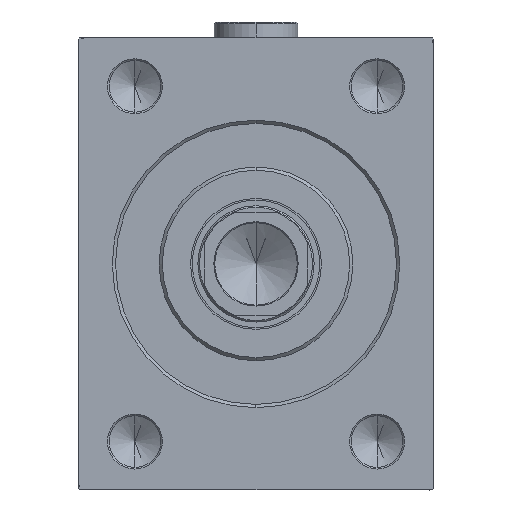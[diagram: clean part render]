
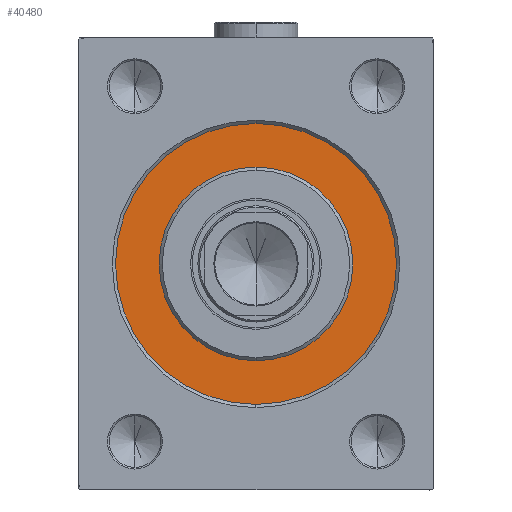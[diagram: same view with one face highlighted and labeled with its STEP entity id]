
A CAD part, left-side view. The second image highlights one B-rep face of the part: STEP entity #40480.
In plain terms, the highlighted face is planar.
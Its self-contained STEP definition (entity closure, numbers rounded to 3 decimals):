
#197 = DIRECTION ( 'NONE',  ( -1., 0., 0. ) ) ;
#1740 = AXIS2_PLACEMENT_3D ( 'NONE', #41305, #36682, #5049 ) ;
#1841 = EDGE_LOOP ( 'NONE', ( #11942, #21780 ) ) ;
#3266 = CIRCLE ( 'NONE', #36444, 43.5 ) ;
#3674 = CARTESIAN_POINT ( 'NONE',  ( 0., 0., 0. ) ) ;
#4435 = EDGE_CURVE ( 'NONE', #12176, #45447, #8347, .T. ) ;
#5049 = DIRECTION ( 'NONE',  ( 0., 0., -1. ) ) ;
#5959 = CARTESIAN_POINT ( 'NONE',  ( 0., 0., 0. ) ) ;
#5984 = VERTEX_POINT ( 'NONE', #33161 ) ;
#8347 = CIRCLE ( 'NONE', #1740, 30. ) ;
#9440 = AXIS2_PLACEMENT_3D ( 'NONE', #3674, #197, #21256 ) ;
#10066 = DIRECTION ( 'NONE',  ( -1., 0., 0. ) ) ;
#11271 = PLANE ( 'NONE',  #9440 ) ;
#11780 = DIRECTION ( 'NONE',  ( 0., 0., 1. ) ) ;
#11816 = ORIENTED_EDGE ( 'NONE', *, *, #26408, .F. ) ;
#11942 = ORIENTED_EDGE ( 'NONE', *, *, #19905, .F. ) ;
#12176 = VERTEX_POINT ( 'NONE', #21662 ) ;
#17691 = DIRECTION ( 'NONE',  ( 0., 0., 1. ) ) ;
#19486 = CARTESIAN_POINT ( 'NONE',  ( 0., 0., 30. ) ) ;
#19905 = EDGE_CURVE ( 'NONE', #45447, #12176, #20201, .T. ) ;
#20201 = CIRCLE ( 'NONE', #36381, 30. ) ;
#21256 = DIRECTION ( 'NONE',  ( 0., 0., 1. ) ) ;
#21662 = CARTESIAN_POINT ( 'NONE',  ( 0., 0., -30. ) ) ;
#21780 = ORIENTED_EDGE ( 'NONE', *, *, #4435, .F. ) ;
#22256 = EDGE_LOOP ( 'NONE', ( #11816, #36807 ) ) ;
#23980 = DIRECTION ( 'NONE',  ( 1., 0., 0. ) ) ;
#25371 = FACE_BOUND ( 'NONE', #1841, .T. ) ;
#26408 = EDGE_CURVE ( 'NONE', #5984, #31860, #3266, .T. ) ;
#27937 = FACE_OUTER_BOUND ( 'NONE', #22256, .T. ) ;
#31031 = CARTESIAN_POINT ( 'NONE',  ( 0., 0., 43.5 ) ) ;
#31860 = VERTEX_POINT ( 'NONE', #31031 ) ;
#32342 = DIRECTION ( 'NONE',  ( -1., 0., 0. ) ) ;
#33161 = CARTESIAN_POINT ( 'NONE',  ( 0., 0., -43.5 ) ) ;
#36381 = AXIS2_PLACEMENT_3D ( 'NONE', #5959, #23980, #38052 ) ;
#36444 = AXIS2_PLACEMENT_3D ( 'NONE', #43436, #32342, #11780 ) ;
#36682 = DIRECTION ( 'NONE',  ( 1., 0., 0. ) ) ;
#36807 = ORIENTED_EDGE ( 'NONE', *, *, #38240, .F. ) ;
#38052 = DIRECTION ( 'NONE',  ( 0., 0., -1. ) ) ;
#38240 = EDGE_CURVE ( 'NONE', #31860, #5984, #45532, .T. ) ;
#40480 = ADVANCED_FACE ( 'NONE', ( #25371, #27937 ), #11271, .F. ) ;
#41305 = CARTESIAN_POINT ( 'NONE',  ( 0., 0., 0. ) ) ;
#43318 = AXIS2_PLACEMENT_3D ( 'NONE', #44971, #10066, #17691 ) ;
#43436 = CARTESIAN_POINT ( 'NONE',  ( 0., 0., 0. ) ) ;
#44971 = CARTESIAN_POINT ( 'NONE',  ( 0., 0., 0. ) ) ;
#45447 = VERTEX_POINT ( 'NONE', #19486 ) ;
#45532 = CIRCLE ( 'NONE', #43318, 43.5 ) ;
